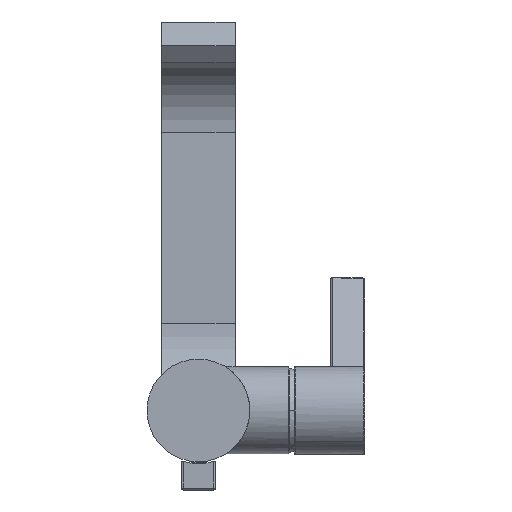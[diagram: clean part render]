
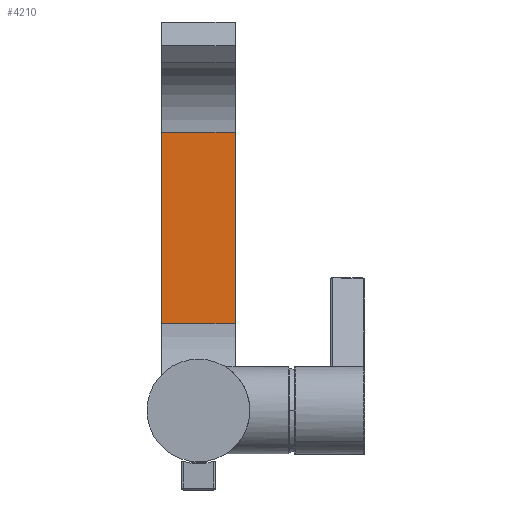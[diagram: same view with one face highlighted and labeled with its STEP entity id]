
A CAD part, front view. The second image highlights one B-rep face of the part: STEP entity #4210.
In plain terms, the highlighted planar face has unit normal (0, -1, 0).
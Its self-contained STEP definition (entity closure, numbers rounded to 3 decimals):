
#306 = DIRECTION ( 'NONE',  ( 0., -1., 0. ) ) ;
#488 = ORIENTED_EDGE ( 'NONE', *, *, #2656, .T. ) ;
#538 = VECTOR ( 'NONE', #1806, 1000. ) ;
#552 = EDGE_CURVE ( 'NONE', #2466, #2155, #1838, .T. ) ;
#631 = VERTEX_POINT ( 'NONE', #2986 ) ;
#679 = CARTESIAN_POINT ( 'NONE',  ( -16.1, 159.847, 38. ) ) ;
#766 = VECTOR ( 'NONE', #3537, 1000. ) ;
#950 = PLANE ( 'NONE',  #1713 ) ;
#1004 = CARTESIAN_POINT ( 'NONE',  ( -16.1, 159.847, 38. ) ) ;
#1021 = ORIENTED_EDGE ( 'NONE', *, *, #552, .F. ) ;
#1110 = ORIENTED_EDGE ( 'NONE', *, *, #2849, .F. ) ;
#1231 = CARTESIAN_POINT ( 'NONE',  ( -16.1, 159.847, 121.767 ) ) ;
#1358 = ORIENTED_EDGE ( 'NONE', *, *, #2063, .T. ) ;
#1393 = LINE ( 'NONE', #2500, #766 ) ;
#1687 = VERTEX_POINT ( 'NONE', #2981 ) ;
#1713 = AXIS2_PLACEMENT_3D ( 'NONE', #4438, #306, #3736 ) ;
#1806 = DIRECTION ( 'NONE',  ( 1., 0., 0. ) ) ;
#1838 = LINE ( 'NONE', #2209, #3738 ) ;
#2063 = EDGE_CURVE ( 'NONE', #2466, #631, #3837, .T. ) ;
#2155 = VERTEX_POINT ( 'NONE', #2195 ) ;
#2195 = CARTESIAN_POINT ( 'NONE',  ( -16.1, 159.847, 121.767 ) ) ;
#2209 = CARTESIAN_POINT ( 'NONE',  ( -16.1, 159.847, 38. ) ) ;
#2466 = VERTEX_POINT ( 'NONE', #1004 ) ;
#2500 = CARTESIAN_POINT ( 'NONE',  ( 16.1, 159.847, 38. ) ) ;
#2656 = EDGE_CURVE ( 'NONE', #631, #1687, #1393, .T. ) ;
#2849 = EDGE_CURVE ( 'NONE', #2155, #1687, #3305, .T. ) ;
#2892 = DIRECTION ( 'NONE',  ( 1., 0., 0. ) ) ;
#2981 = CARTESIAN_POINT ( 'NONE',  ( 16.1, 159.847, 121.767 ) ) ;
#2986 = CARTESIAN_POINT ( 'NONE',  ( 16.1, 159.847, 38. ) ) ;
#3305 = LINE ( 'NONE', #1231, #3611 ) ;
#3419 = FACE_OUTER_BOUND ( 'NONE', #4036, .T. ) ;
#3537 = DIRECTION ( 'NONE',  ( 0., 0., 1. ) ) ;
#3611 = VECTOR ( 'NONE', #2892, 1000. ) ;
#3736 = DIRECTION ( 'NONE',  ( 1., 0., 0. ) ) ;
#3738 = VECTOR ( 'NONE', #3960, 1000. ) ;
#3837 = LINE ( 'NONE', #679, #538 ) ;
#3960 = DIRECTION ( 'NONE',  ( 0., 0., 1. ) ) ;
#4036 = EDGE_LOOP ( 'NONE', ( #1358, #488, #1110, #1021 ) ) ;
#4210 = ADVANCED_FACE ( 'NONE', ( #3419 ), #950, .T. ) ;
#4438 = CARTESIAN_POINT ( 'NONE',  ( -16.1, 159.847, 38. ) ) ;
